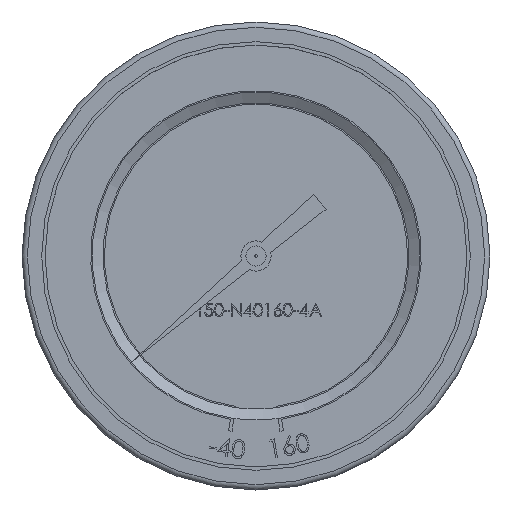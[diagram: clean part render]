
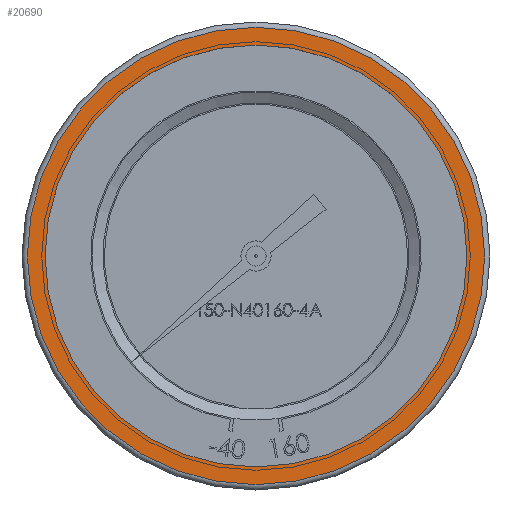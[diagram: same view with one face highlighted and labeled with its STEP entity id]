
A CAD part, top view. The second image highlights one B-rep face of the part: STEP entity #20690.
In plain terms, the highlighted planar face has unit normal (0, 0, 1).
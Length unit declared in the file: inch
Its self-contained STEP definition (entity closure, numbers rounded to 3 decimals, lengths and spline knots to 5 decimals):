
#706 = DIRECTION ( 'NONE',  ( -1., 0., 0. ) ) ;
#1797 = AXIS2_PLACEMENT_3D ( 'NONE', #13164, #15561, #16254 ) ;
#2300 = CARTESIAN_POINT ( 'NONE',  ( 0., 0., 0. ) ) ;
#3982 = DIRECTION ( 'NONE',  ( 0., 0., 1. ) ) ;
#4190 = EDGE_LOOP ( 'NONE', ( #19558 ) ) ;
#4850 = CIRCLE ( 'NONE', #1797, 2.58 ) ;
#7574 = FACE_BOUND ( 'NONE', #7734, .T. ) ;
#7723 = AXIS2_PLACEMENT_3D ( 'NONE', #2300, #3982, #22153 ) ;
#7734 = EDGE_LOOP ( 'NONE', ( #13455 ) ) ;
#7805 = CARTESIAN_POINT ( 'NONE',  ( 0., 0., 0. ) ) ;
#9478 = EDGE_CURVE ( 'NONE', #16532, #16532, #4850, .T. ) ;
#10418 = AXIS2_PLACEMENT_3D ( 'NONE', #7805, #16940, #706 ) ;
#12661 = CARTESIAN_POINT ( 'NONE',  ( -2.58, 0., 0. ) ) ;
#13164 = CARTESIAN_POINT ( 'NONE',  ( 0., 0., 0. ) ) ;
#13455 = ORIENTED_EDGE ( 'NONE', *, *, #21726, .F. ) ;
#14955 = CARTESIAN_POINT ( 'NONE',  ( -2.38, 0., 0. ) ) ;
#15561 = DIRECTION ( 'NONE',  ( 0., 0., 1. ) ) ;
#16173 = CIRCLE ( 'NONE', #7723, 2.38 ) ;
#16254 = DIRECTION ( 'NONE',  ( -1., 0., 0. ) ) ;
#16532 = VERTEX_POINT ( 'NONE', #12661 ) ;
#16940 = DIRECTION ( 'NONE',  ( 0., 0., -1. ) ) ;
#19558 = ORIENTED_EDGE ( 'NONE', *, *, #9478, .T. ) ;
#20534 = PLANE ( 'NONE',  #10418 ) ;
#20690 = ADVANCED_FACE ( 'NONE', ( #22241, #7574 ), #20534, .F. ) ;
#21726 = EDGE_CURVE ( 'NONE', #22771, #22771, #16173, .T. ) ;
#22153 = DIRECTION ( 'NONE',  ( -1., 0., 0. ) ) ;
#22241 = FACE_OUTER_BOUND ( 'NONE', #4190, .T. ) ;
#22771 = VERTEX_POINT ( 'NONE', #14955 ) ;
